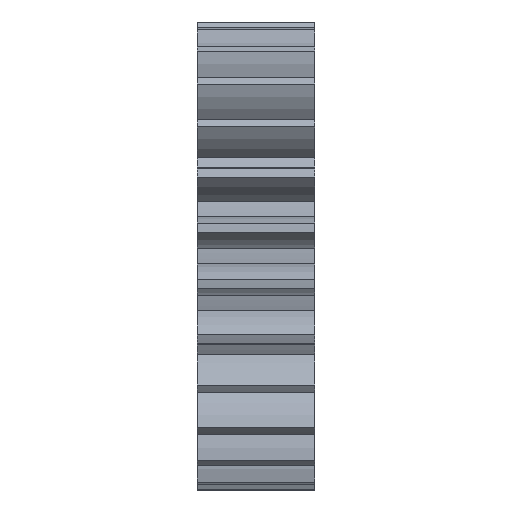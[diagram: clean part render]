
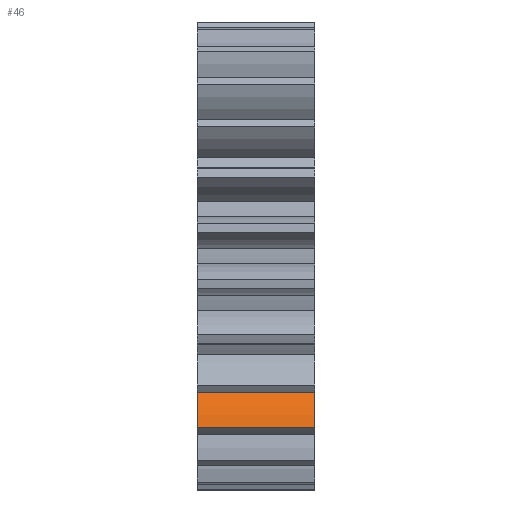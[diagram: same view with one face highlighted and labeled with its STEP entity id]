
A CAD part, front view. The second image highlights one B-rep face of the part: STEP entity #46.
In plain terms, the highlighted cylindrical face has radius 5.2 mm (diameter 10.4 mm), a partial arc.
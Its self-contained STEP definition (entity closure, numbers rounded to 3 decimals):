
#46 = ADVANCED_FACE ( 'NONE', ( #2473 ), #1152, .T. ) ;
#94 = DIRECTION ( 'NONE',  ( 1., 0., 0. ) ) ;
#238 = DIRECTION ( 'NONE',  ( 0., 0., -1. ) ) ;
#322 = CARTESIAN_POINT ( 'NONE',  ( 7., -4.411, -11.392 ) ) ;
#356 = ORIENTED_EDGE ( 'NONE', *, *, #2446, .T. ) ;
#570 = DIRECTION ( 'NONE',  ( -1., 0., 0. ) ) ;
#584 = DIRECTION ( 'NONE',  ( -1., 0., 0. ) ) ;
#591 = CARTESIAN_POINT ( 'NONE',  ( 0., -4.411, -11.392 ) ) ;
#597 = DIRECTION ( 'NONE',  ( -1., 0., 0. ) ) ;
#754 = CARTESIAN_POINT ( 'NONE',  ( 7., -8.471, -8.142 ) ) ;
#850 = CIRCLE ( 'NONE', #1350, 5.2 ) ;
#879 = VERTEX_POINT ( 'NONE', #925 ) ;
#925 = CARTESIAN_POINT ( 'NONE',  ( 7., -9.493, -10.29 ) ) ;
#1152 = CYLINDRICAL_SURFACE ( 'NONE', #3300, 5.2 ) ;
#1206 = DIRECTION ( 'NONE',  ( 0., -0.663, 0.749 ) ) ;
#1217 = EDGE_CURVE ( 'NONE', #2396, #879, #2907, .T. ) ;
#1350 = AXIS2_PLACEMENT_3D ( 'NONE', #591, #3426, #238 ) ;
#1431 = VERTEX_POINT ( 'NONE', #1527 ) ;
#1527 = CARTESIAN_POINT ( 'NONE',  ( 0., -8.471, -8.142 ) ) ;
#1883 = ORIENTED_EDGE ( 'NONE', *, *, #2346, .T. ) ;
#2118 = ORIENTED_EDGE ( 'NONE', *, *, #3887, .T. ) ;
#2311 = LINE ( 'NONE', #3097, #3549 ) ;
#2346 = EDGE_CURVE ( 'NONE', #3760, #1431, #2311, .T. ) ;
#2396 = VERTEX_POINT ( 'NONE', #3401 ) ;
#2446 = EDGE_CURVE ( 'NONE', #879, #3760, #3771, .T. ) ;
#2473 = FACE_OUTER_BOUND ( 'NONE', #3124, .T. ) ;
#2808 = ORIENTED_EDGE ( 'NONE', *, *, #1217, .T. ) ;
#2855 = DIRECTION ( 'NONE',  ( 0., 0., 1. ) ) ;
#2907 = LINE ( 'NONE', #3157, #2914 ) ;
#2914 = VECTOR ( 'NONE', #94, 1000. ) ;
#3056 = CARTESIAN_POINT ( 'NONE',  ( 7., -4.411, -11.392 ) ) ;
#3097 = CARTESIAN_POINT ( 'NONE',  ( 7., -8.471, -8.142 ) ) ;
#3124 = EDGE_LOOP ( 'NONE', ( #2808, #356, #1883, #2118 ) ) ;
#3157 = CARTESIAN_POINT ( 'NONE',  ( 3.5, -9.493, -10.29 ) ) ;
#3300 = AXIS2_PLACEMENT_3D ( 'NONE', #3056, #584, #2855 ) ;
#3401 = CARTESIAN_POINT ( 'NONE',  ( 0., -9.493, -10.29 ) ) ;
#3426 = DIRECTION ( 'NONE',  ( 1., 0., 0. ) ) ;
#3549 = VECTOR ( 'NONE', #597, 1000. ) ;
#3574 = AXIS2_PLACEMENT_3D ( 'NONE', #322, #570, #1206 ) ;
#3760 = VERTEX_POINT ( 'NONE', #754 ) ;
#3771 = CIRCLE ( 'NONE', #3574, 5.2 ) ;
#3887 = EDGE_CURVE ( 'NONE', #1431, #2396, #850, .T. ) ;
